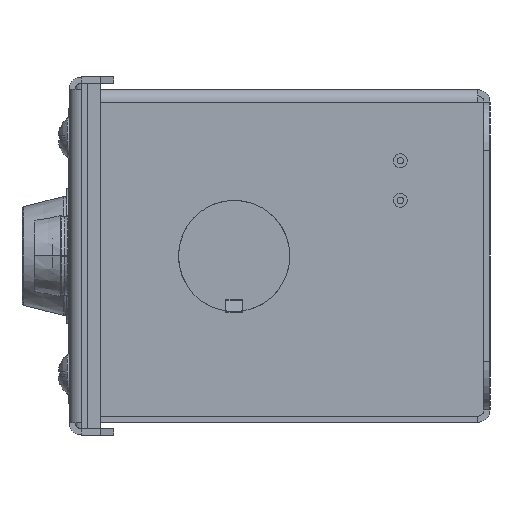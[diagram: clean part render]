
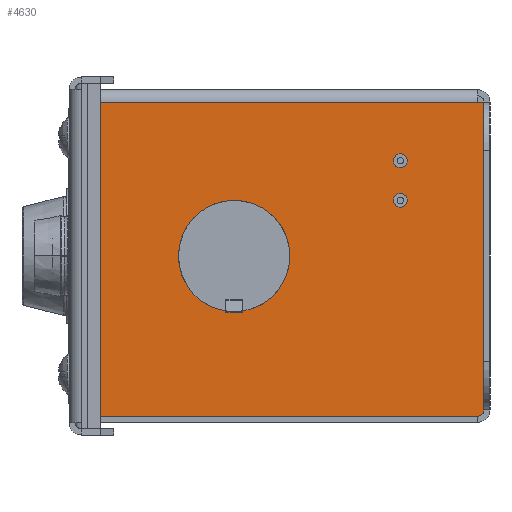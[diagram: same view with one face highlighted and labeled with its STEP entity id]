
A CAD part, left-side view. The second image highlights one B-rep face of the part: STEP entity #4630.
In plain terms, the highlighted planar face has unit normal (-1, 0, 0).
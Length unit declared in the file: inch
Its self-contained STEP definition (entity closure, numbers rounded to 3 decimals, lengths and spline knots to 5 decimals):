
#1224=DIRECTION('',(0.,1.,0.));
#1225=VECTOR('',#1224,2.958);
#1226=CARTESIAN_POINT('',(-7.2,0.096,1.204));
#1227=LINE('',#1226,#1225);
#1241=DIRECTION('',(0.,0.,1.));
#1242=VECTOR('',#1241,0.048);
#1243=CARTESIAN_POINT('',(-7.2,3.054,-1.252));
#1244=LINE('',#1243,#1242);
#1245=DIRECTION('',(0.,0.,-1.));
#1246=VECTOR('',#1245,2.408);
#1247=CARTESIAN_POINT('',(-7.2,3.054,1.204));
#1248=LINE('',#1247,#1246);
#1249=DIRECTION('',(0.,1.,0.));
#1250=VECTOR('',#1249,0.048);
#1251=CARTESIAN_POINT('',(-7.2,0.048,1.204));
#1252=LINE('',#1251,#1250);
#1253=DIRECTION('',(0.,0.,1.));
#1254=VECTOR('',#1253,2.408);
#1255=CARTESIAN_POINT('',(-7.2,0.048,-1.204));
#1256=LINE('',#1255,#1254);
#1257=CARTESIAN_POINT('',(-7.2,0.096,-1.204));
#1258=DIRECTION('',(-1.,0.,0.));
#1259=DIRECTION('',(0.,0.,-1.));
#1260=AXIS2_PLACEMENT_3D('',#1257,#1258,#1259);
#1262=DIRECTION('',(0.,-1.,0.));
#1263=VECTOR('',#1262,2.958);
#1264=CARTESIAN_POINT('',(-7.2,3.054,-1.252));
#1265=LINE('',#1264,#1263);
#1266=CARTESIAN_POINT('',(-7.2,2.,0.));
#1267=DIRECTION('',(1.,0.,0.));
#1268=DIRECTION('',(0.,0.,1.));
#1269=AXIS2_PLACEMENT_3D('',#1266,#1267,#1268);
#1271=CARTESIAN_POINT('',(-7.2,2.,0.));
#1272=DIRECTION('',(1.,0.,0.));
#1273=DIRECTION('',(0.,0.,-1.));
#1274=AXIS2_PLACEMENT_3D('',#1271,#1272,#1273);
#2486=CARTESIAN_POINT('',(-7.2,0.096,-1.252));
#2487=CARTESIAN_POINT('',(-7.2,0.048,-1.204));
#2488=VERTEX_POINT('',#2486);
#2489=VERTEX_POINT('',#2487);
#2490=CARTESIAN_POINT('',(-7.2,0.048,1.204));
#2491=VERTEX_POINT('',#2490);
#2492=CARTESIAN_POINT('',(-7.2,0.096,1.204));
#2493=VERTEX_POINT('',#2492);
#2567=CARTESIAN_POINT('',(-7.2,3.054,1.204));
#2569=VERTEX_POINT('',#2567);
#2654=CARTESIAN_POINT('',(-7.2,3.054,-1.252));
#2655=CARTESIAN_POINT('',(-7.2,3.054,-1.204));
#2656=VERTEX_POINT('',#2654);
#2657=VERTEX_POINT('',#2655);
#2694=CARTESIAN_POINT('',(-7.2,2.,0.435));
#2695=CARTESIAN_POINT('',(-7.2,2.,-0.435));
#2696=VERTEX_POINT('',#2694);
#2697=VERTEX_POINT('',#2695);
#4605=CARTESIAN_POINT('',(-7.2,2.35118,1.3));
#4606=DIRECTION('',(-1.,0.,0.));
#4607=DIRECTION('',(0.,-1.,0.));
#4608=AXIS2_PLACEMENT_3D('',#4605,#4606,#4607);
#4609=PLANE('',#4608);
#4611=ORIENTED_EDGE('',*,*,#4610,.T.);
#4613=ORIENTED_EDGE('',*,*,#4612,.F.);
#4614=ORIENTED_EDGE('',*,*,#4558,.F.);
#4615=ORIENTED_EDGE('',*,*,#4595,.F.);
#4617=ORIENTED_EDGE('',*,*,#4616,.F.);
#4619=ORIENTED_EDGE('',*,*,#4618,.F.);
#4621=ORIENTED_EDGE('',*,*,#4620,.F.);
#4622=EDGE_LOOP('',(#4611,#4613,#4614,#4615,#4617,#4619,#4621));
#4623=FACE_OUTER_BOUND('',#4622,.F.);
#4625=ORIENTED_EDGE('',*,*,#4624,.F.);
#4627=ORIENTED_EDGE('',*,*,#4626,.F.);
#4628=EDGE_LOOP('',(#4625,#4627));
#4629=FACE_BOUND('',#4628,.F.);
#4630=ADVANCED_FACE('',(#4623,#4629),#4609,.T.);
#1261=CIRCLE('',#1260,0.048);
#1270=CIRCLE('',#1269,0.435);
#1275=CIRCLE('',#1274,0.435);
#4558=EDGE_CURVE('',#2493,#2569,#1227,.T.);
#4595=EDGE_CURVE('',#2491,#2493,#1252,.T.);
#4610=EDGE_CURVE('',#2656,#2657,#1244,.T.);
#4612=EDGE_CURVE('',#2569,#2657,#1248,.T.);
#4616=EDGE_CURVE('',#2489,#2491,#1256,.T.);
#4618=EDGE_CURVE('',#2488,#2489,#1261,.T.);
#4620=EDGE_CURVE('',#2656,#2488,#1265,.T.);
#4624=EDGE_CURVE('',#2696,#2697,#1270,.T.);
#4626=EDGE_CURVE('',#2697,#2696,#1275,.T.);
